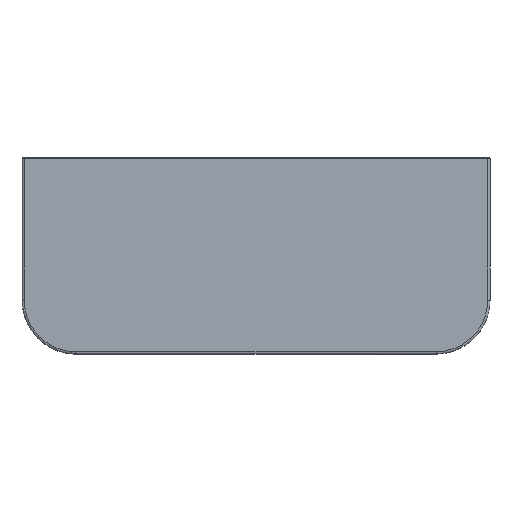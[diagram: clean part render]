
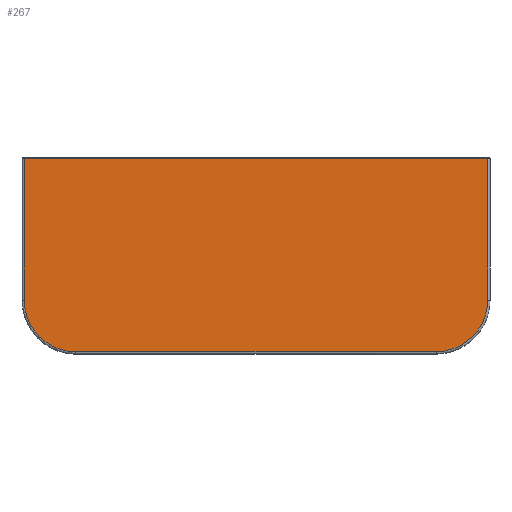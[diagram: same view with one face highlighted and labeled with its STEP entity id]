
A CAD part, top view. The second image highlights one B-rep face of the part: STEP entity #267.
In plain terms, the highlighted face is planar.
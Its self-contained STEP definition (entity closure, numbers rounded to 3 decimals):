
#267=ADVANCED_FACE('',(#618),#6162,.T.);
#618=FACE_OUTER_BOUND('',#969,.T.);
#969=EDGE_LOOP('',(#1325,#1326,#1327,#1328,#1329,#1330));
#1325=ORIENTED_EDGE('',*,*,#3299,.T.);
#1326=ORIENTED_EDGE('',*,*,#3300,.T.);
#1327=ORIENTED_EDGE('',*,*,#3301,.T.);
#1328=ORIENTED_EDGE('',*,*,#3325,.T.);
#1329=ORIENTED_EDGE('',*,*,#3302,.T.);
#1330=ORIENTED_EDGE('',*,*,#3316,.T.);
#3299=EDGE_CURVE('',#5281,#5282,#4744,.T.);
#3300=EDGE_CURVE('',#5282,#5283,#4745,.T.);
#3301=EDGE_CURVE('',#5283,#5284,#4746,.T.);
#3302=EDGE_CURVE('',#5285,#5286,#4747,.T.);
#3316=EDGE_CURVE('',#5286,#5281,#4294,.T.);
#3325=EDGE_CURVE('',#5284,#5285,#4301,.T.);
#4294=(
BOUNDED_CURVE()
B_SPLINE_CURVE(2,(#8031,#8032,#8033),.UNSPECIFIED.,.F.,.F.)
B_SPLINE_CURVE_WITH_KNOTS((3,3),(-208.916,0.),.UNSPECIFIED.)
CURVE()
GEOMETRIC_REPRESENTATION_ITEM()
RATIONAL_B_SPLINE_CURVE((1.,0.707,1.))
REPRESENTATION_ITEM('')
);
#4301=(
BOUNDED_CURVE()
B_SPLINE_CURVE(2,(#8056,#8057,#8058),.UNSPECIFIED.,.F.,.F.)
B_SPLINE_CURVE_WITH_KNOTS((3,3),(-208.916,0.),.UNSPECIFIED.)
CURVE()
GEOMETRIC_REPRESENTATION_ITEM()
RATIONAL_B_SPLINE_CURVE((1.,0.707,1.))
REPRESENTATION_ITEM('')
);
#4744=B_SPLINE_CURVE_WITH_KNOTS('',1,(#7989,#7990),.UNSPECIFIED.,.F.,.F.,
(2,2),(0.,366.),.UNSPECIFIED.);
#4745=B_SPLINE_CURVE_WITH_KNOTS('',1,(#7991,#7992),.UNSPECIFIED.,.F.,.F.,
(2,2),(0.,1195.),.UNSPECIFIED.);
#4746=B_SPLINE_CURVE_WITH_KNOTS('',1,(#7993,#7994),.UNSPECIFIED.,.F.,.F.,
(2,2),(0.,366.),.UNSPECIFIED.);
#4747=B_SPLINE_CURVE_WITH_KNOTS('',1,(#7995,#7996),.UNSPECIFIED.,.F.,.F.,
(2,2),(0.,929.),.UNSPECIFIED.);
#5281=VERTEX_POINT('',#7967);
#5282=VERTEX_POINT('',#7968);
#5283=VERTEX_POINT('',#7969);
#5284=VERTEX_POINT('',#7970);
#5285=VERTEX_POINT('',#7971);
#5286=VERTEX_POINT('',#7972);
#6162=PLANE('',#6530);
#6530=AXIS2_PLACEMENT_3D('',#7303,#6908,$);
#6908=DIRECTION('',(0.,1.,0.));
#7303=CARTESIAN_POINT('',(-717.,12.,-301.9));
#7967=CARTESIAN_POINT('',(597.5,12.,114.));
#7968=CARTESIAN_POINT('',(597.5,12.,-252.));
#7969=CARTESIAN_POINT('',(-597.5,12.,-252.));
#7970=CARTESIAN_POINT('',(-597.5,12.,114.));
#7971=CARTESIAN_POINT('',(-464.5,12.,247.));
#7972=CARTESIAN_POINT('',(464.5,12.,247.));
#7989=CARTESIAN_POINT('',(597.5,12.,114.));
#7990=CARTESIAN_POINT('',(597.5,12.,-252.));
#7991=CARTESIAN_POINT('',(597.5,12.,-252.));
#7992=CARTESIAN_POINT('',(-597.5,12.,-252.));
#7993=CARTESIAN_POINT('',(-597.5,12.,-252.));
#7994=CARTESIAN_POINT('',(-597.5,12.,114.));
#7995=CARTESIAN_POINT('',(-464.5,12.,247.));
#7996=CARTESIAN_POINT('',(464.5,12.,247.));
#8031=CARTESIAN_POINT('',(464.5,12.,247.));
#8032=CARTESIAN_POINT('',(597.5,12.,247.));
#8033=CARTESIAN_POINT('',(597.5,12.,114.));
#8056=CARTESIAN_POINT('',(-597.5,12.,114.));
#8057=CARTESIAN_POINT('',(-597.5,12.,247.));
#8058=CARTESIAN_POINT('',(-464.5,12.,247.));
